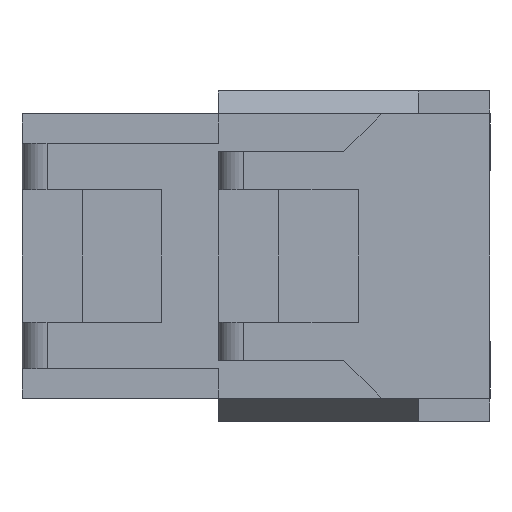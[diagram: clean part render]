
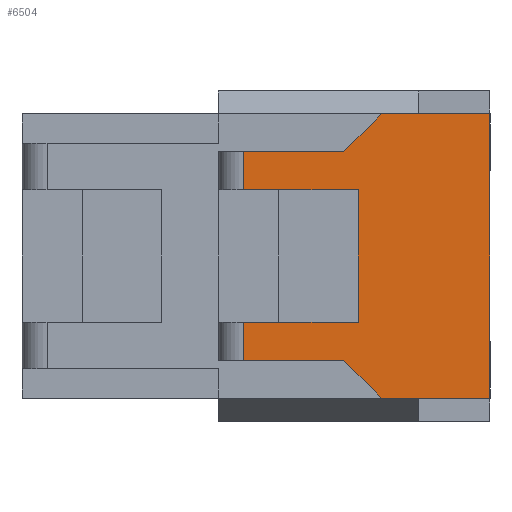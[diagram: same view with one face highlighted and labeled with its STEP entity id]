
A CAD part, left-side view. The second image highlights one B-rep face of the part: STEP entity #6504.
In plain terms, the highlighted planar face has unit normal (-1, 0, 0).
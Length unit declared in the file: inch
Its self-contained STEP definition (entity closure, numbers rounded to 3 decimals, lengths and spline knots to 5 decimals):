
#236 = DIRECTION ( 'NONE',  ( 0., 1., 0. ) ) ;
#274 = CARTESIAN_POINT ( 'NONE',  ( -1.33, -1.12, 0.34 ) ) ;
#498 = EDGE_CURVE ( 'NONE', #8755, #11661, #8985, .T. ) ;
#516 = CARTESIAN_POINT ( 'NONE',  ( -1.33, -0.53, -0.15856 ) ) ;
#691 = CARTESIAN_POINT ( 'NONE',  ( -1.33, -0.805, 0.15856 ) ) ;
#789 = VECTOR ( 'NONE', #7552, 39.37008 ) ;
#851 = ORIENTED_EDGE ( 'NONE', *, *, #872, .T. ) ;
#872 = EDGE_CURVE ( 'NONE', #2510, #9543, #2902, .T. ) ;
#968 = CARTESIAN_POINT ( 'NONE',  ( -1.33, -1.12, 0.34 ) ) ;
#1011 = CARTESIAN_POINT ( 'NONE',  ( -1.33, -0.255, 0.15856 ) ) ;
#1578 = VERTEX_POINT ( 'NONE', #968 ) ;
#1618 = VECTOR ( 'NONE', #3993, 39.37008 ) ;
#1682 = EDGE_LOOP ( 'NONE', ( #5220, #2536, #9296, #4388, #9348, #851, #5672, #8294, #4974, #2518, #11066, #5872 ) ) ;
#1749 = VECTOR ( 'NONE', #236, 39.37008 ) ;
#1986 = CARTESIAN_POINT ( 'NONE',  ( -1.33, -1.12, -0.395 ) ) ;
#2044 = LINE ( 'NONE', #7737, #1749 ) ;
#2342 = EDGE_CURVE ( 'NONE', #10657, #8755, #10423, .T. ) ;
#2510 = VERTEX_POINT ( 'NONE', #5441 ) ;
#2518 = ORIENTED_EDGE ( 'NONE', *, *, #3558, .T. ) ;
#2536 = ORIENTED_EDGE ( 'NONE', *, *, #7563, .T. ) ;
#2566 = DIRECTION ( 'NONE',  ( 0., 0., -1. ) ) ;
#2677 = DIRECTION ( 'NONE',  ( 0., 0.707, -0.707 ) ) ;
#2714 = EDGE_CURVE ( 'NONE', #2510, #4384, #4317, .T. ) ;
#2872 = VERTEX_POINT ( 'NONE', #3132 ) ;
#2887 = CARTESIAN_POINT ( 'NONE',  ( -1.33, -0.77, 0.25 ) ) ;
#2902 = LINE ( 'NONE', #8555, #7411 ) ;
#2917 = DIRECTION ( 'NONE',  ( 0., 0., 1. ) ) ;
#2940 = CARTESIAN_POINT ( 'NONE',  ( -1.33, -0.53, -0.395 ) ) ;
#3132 = CARTESIAN_POINT ( 'NONE',  ( -1.33, -0.86, 0.34 ) ) ;
#3292 = LINE ( 'NONE', #2887, #6508 ) ;
#3519 = DIRECTION ( 'NONE',  ( 0., 1., 0. ) ) ;
#3544 = LINE ( 'NONE', #274, #8052 ) ;
#3558 = EDGE_CURVE ( 'NONE', #5031, #10657, #2044, .T. ) ;
#3634 = CARTESIAN_POINT ( 'NONE',  ( -1.33, -0.77, 0.25 ) ) ;
#3773 = CARTESIAN_POINT ( 'NONE',  ( -1.33, -0.805, -0.15856 ) ) ;
#3956 = VECTOR ( 'NONE', #3519, 39.37008 ) ;
#3993 = DIRECTION ( 'NONE',  ( 0., 0.707, 0.707 ) ) ;
#4049 = CARTESIAN_POINT ( 'NONE',  ( -1.33, -0.255, -0.15856 ) ) ;
#4177 = CARTESIAN_POINT ( 'NONE',  ( -1.33, -0.77, -0.25 ) ) ;
#4314 = CARTESIAN_POINT ( 'NONE',  ( -1.33, -0.53, 0.15856 ) ) ;
#4317 = LINE ( 'NONE', #4177, #1618 ) ;
#4384 = VERTEX_POINT ( 'NONE', #11588 ) ;
#4388 = ORIENTED_EDGE ( 'NONE', *, *, #4506, .F. ) ;
#4506 = EDGE_CURVE ( 'NONE', #4384, #5853, #7948, .T. ) ;
#4638 = CARTESIAN_POINT ( 'NONE',  ( -1.33, -1.12, -0.34 ) ) ;
#4974 = ORIENTED_EDGE ( 'NONE', *, *, #5941, .T. ) ;
#5031 = VERTEX_POINT ( 'NONE', #3634 ) ;
#5101 = EDGE_CURVE ( 'NONE', #5384, #5853, #9315, .T. ) ;
#5201 = CARTESIAN_POINT ( 'NONE',  ( -1.33, -0.53, -0.25 ) ) ;
#5220 = ORIENTED_EDGE ( 'NONE', *, *, #9373, .T. ) ;
#5227 = LINE ( 'NONE', #691, #7385 ) ;
#5384 = VERTEX_POINT ( 'NONE', #516 ) ;
#5441 = CARTESIAN_POINT ( 'NONE',  ( -1.33, -0.86, -0.34 ) ) ;
#5534 = LINE ( 'NONE', #1986, #10081 ) ;
#5672 = ORIENTED_EDGE ( 'NONE', *, *, #8997, .T. ) ;
#5853 = VERTEX_POINT ( 'NONE', #5201 ) ;
#5872 = ORIENTED_EDGE ( 'NONE', *, *, #498, .T. ) ;
#5916 = VERTEX_POINT ( 'NONE', #3773 ) ;
#5941 = EDGE_CURVE ( 'NONE', #2872, #5031, #3292, .T. ) ;
#6097 = DIRECTION ( 'NONE',  ( 0., 0., 1. ) ) ;
#6133 = DIRECTION ( 'NONE',  ( -1., 0., 0. ) ) ;
#6215 = CARTESIAN_POINT ( 'NONE',  ( -1.33, -1.12, -0.395 ) ) ;
#6504 = ADVANCED_FACE ( 'NONE', ( #9046 ), #6879, .T. ) ;
#6508 = VECTOR ( 'NONE', #2677, 39.37008 ) ;
#6879 = PLANE ( 'NONE',  #7318 ) ;
#7057 = CARTESIAN_POINT ( 'NONE',  ( -1.33, -0.805, 0.15856 ) ) ;
#7318 = AXIS2_PLACEMENT_3D ( 'NONE', #6215, #6133, #6097 ) ;
#7385 = VECTOR ( 'NONE', #7954, 39.37008 ) ;
#7411 = VECTOR ( 'NONE', #8577, 39.37008 ) ;
#7552 = DIRECTION ( 'NONE',  ( 0., 0., -1. ) ) ;
#7563 = EDGE_CURVE ( 'NONE', #5916, #5384, #11172, .T. ) ;
#7661 = VECTOR ( 'NONE', #10639, 39.37008 ) ;
#7737 = CARTESIAN_POINT ( 'NONE',  ( -1.33, -0.4106, 0.25 ) ) ;
#7792 = EDGE_CURVE ( 'NONE', #2872, #1578, #3544, .T. ) ;
#7948 = LINE ( 'NONE', #10297, #7661 ) ;
#7954 = DIRECTION ( 'NONE',  ( 0., 0., -1. ) ) ;
#8052 = VECTOR ( 'NONE', #8469, 39.37008 ) ;
#8118 = CARTESIAN_POINT ( 'NONE',  ( -1.33, -0.53, -0.395 ) ) ;
#8294 = ORIENTED_EDGE ( 'NONE', *, *, #7792, .F. ) ;
#8469 = DIRECTION ( 'NONE',  ( 0., -1., 0. ) ) ;
#8555 = CARTESIAN_POINT ( 'NONE',  ( -1.33, -1.12, -0.34 ) ) ;
#8577 = DIRECTION ( 'NONE',  ( 0., -1., 0. ) ) ;
#8755 = VERTEX_POINT ( 'NONE', #4314 ) ;
#8985 = LINE ( 'NONE', #1011, #11366 ) ;
#8997 = EDGE_CURVE ( 'NONE', #9543, #1578, #5534, .T. ) ;
#9046 = FACE_OUTER_BOUND ( 'NONE', #1682, .T. ) ;
#9296 = ORIENTED_EDGE ( 'NONE', *, *, #5101, .T. ) ;
#9315 = LINE ( 'NONE', #2940, #11706 ) ;
#9348 = ORIENTED_EDGE ( 'NONE', *, *, #2714, .F. ) ;
#9373 = EDGE_CURVE ( 'NONE', #11661, #5916, #5227, .T. ) ;
#9383 = DIRECTION ( 'NONE',  ( 0., -1., 0. ) ) ;
#9543 = VERTEX_POINT ( 'NONE', #4638 ) ;
#9913 = CARTESIAN_POINT ( 'NONE',  ( -1.33, -0.53, 0.25 ) ) ;
#10081 = VECTOR ( 'NONE', #2917, 39.37008 ) ;
#10297 = CARTESIAN_POINT ( 'NONE',  ( -1.33, -0.4106, -0.25 ) ) ;
#10423 = LINE ( 'NONE', #8118, #789 ) ;
#10639 = DIRECTION ( 'NONE',  ( 0., 1., 0. ) ) ;
#10657 = VERTEX_POINT ( 'NONE', #9913 ) ;
#11066 = ORIENTED_EDGE ( 'NONE', *, *, #2342, .T. ) ;
#11172 = LINE ( 'NONE', #4049, #3956 ) ;
#11366 = VECTOR ( 'NONE', #9383, 39.37008 ) ;
#11588 = CARTESIAN_POINT ( 'NONE',  ( -1.33, -0.77, -0.25 ) ) ;
#11661 = VERTEX_POINT ( 'NONE', #7057 ) ;
#11706 = VECTOR ( 'NONE', #2566, 39.37008 ) ;
